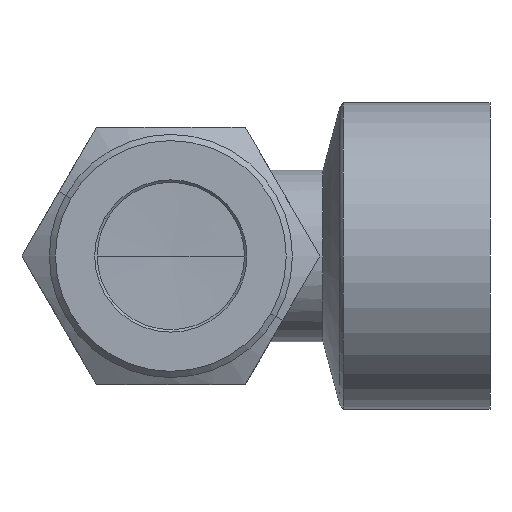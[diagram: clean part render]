
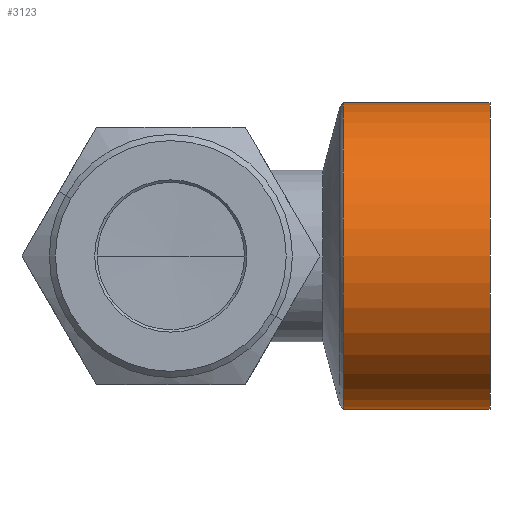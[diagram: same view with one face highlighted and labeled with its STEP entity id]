
A CAD part, left-side view. The second image highlights one B-rep face of the part: STEP entity #3123.
In plain terms, the highlighted cylindrical face has radius 12.5 mm (diameter 25 mm), a partial arc.
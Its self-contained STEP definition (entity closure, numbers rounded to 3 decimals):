
#161 = AXIS2_PLACEMENT_3D ( 'NONE', #1870, #1866, #1867 ) ;
#461 = AXIS2_PLACEMENT_3D ( 'NONE', #2802, #2803, #2804 ) ;
#470 = AXIS2_PLACEMENT_3D ( 'NONE', #2840, #2841, #2842 ) ;
#692 = VERTEX_POINT ( 'NONE', #2952 ) ;
#695 = VERTEX_POINT ( 'NONE', #2955 ) ;
#698 = VERTEX_POINT ( 'NONE', #2958 ) ;
#699 = VERTEX_POINT ( 'NONE', #2959 ) ;
#797 = EDGE_LOOP ( 'NONE', ( #2182, #2183, #2184, #2185 ) ) ;
#999 = FACE_OUTER_BOUND ( 'NONE', #797, .T. ) ;
#1002 = CYLINDRICAL_SURFACE ( 'NONE', #161, 12.5 ) ;
#1286 = EDGE_CURVE ( 'NONE', #699, #698, #1454, .T. ) ;
#1300 = EDGE_CURVE ( 'NONE', #695, #692, #1476, .T. ) ;
#1348 = EDGE_CURVE ( 'NONE', #692, #699, #1605, .T. ) ;
#1350 = EDGE_CURVE ( 'NONE', #695, #698, #1604, .T. ) ;
#1454 = CIRCLE ( 'NONE', #461, 12.5 ) ;
#1476 = CIRCLE ( 'NONE', #470, 12.5 ) ;
#1604 = LINE ( 'NONE', #2757, #1610 ) ;
#1605 = LINE ( 'NONE', #2740, #1607 ) ;
#1607 = VECTOR ( 'NONE', #2747, 1000. ) ;
#1610 = VECTOR ( 'NONE', #2751, 1000. ) ;
#1866 = DIRECTION ( 'NONE',  ( 0., 1., 0. ) ) ;
#1867 = DIRECTION ( 'NONE',  ( 0., 0., 1. ) ) ;
#1870 = CARTESIAN_POINT ( 'NONE',  ( 0., 19.709, 0. ) ) ;
#2182 = ORIENTED_EDGE ( 'NONE', *, *, #1350, .F. ) ;
#2183 = ORIENTED_EDGE ( 'NONE', *, *, #1300, .T. ) ;
#2184 = ORIENTED_EDGE ( 'NONE', *, *, #1348, .T. ) ;
#2185 = ORIENTED_EDGE ( 'NONE', *, *, #1286, .T. ) ;
#2740 = CARTESIAN_POINT ( 'NONE',  ( 0., 19.709, 12.5 ) ) ;
#2747 = DIRECTION ( 'NONE',  ( 0., 1., 0. ) ) ;
#2751 = DIRECTION ( 'NONE',  ( 0., 1., 0. ) ) ;
#2757 = CARTESIAN_POINT ( 'NONE',  ( 0., 19.709, -12.5 ) ) ;
#2802 = CARTESIAN_POINT ( 'NONE',  ( 0., 13.467, 0. ) ) ;
#2803 = DIRECTION ( 'NONE',  ( 0., -1., 0. ) ) ;
#2804 = DIRECTION ( 'NONE',  ( 0., 0., -1. ) ) ;
#2840 = CARTESIAN_POINT ( 'NONE',  ( 0., 1.5, 0. ) ) ;
#2841 = DIRECTION ( 'NONE',  ( 0., 1., 0. ) ) ;
#2842 = DIRECTION ( 'NONE',  ( 0., 0., 1. ) ) ;
#2952 = CARTESIAN_POINT ( 'NONE',  ( 0., 1.5, 12.5 ) ) ;
#2955 = CARTESIAN_POINT ( 'NONE',  ( 0., 1.5, -12.5 ) ) ;
#2958 = CARTESIAN_POINT ( 'NONE',  ( 0., 13.467, -12.5 ) ) ;
#2959 = CARTESIAN_POINT ( 'NONE',  ( 0., 13.467, 12.5 ) ) ;
#3123 = ADVANCED_FACE ( 'NONE', ( #999 ), #1002, .T. ) ;
